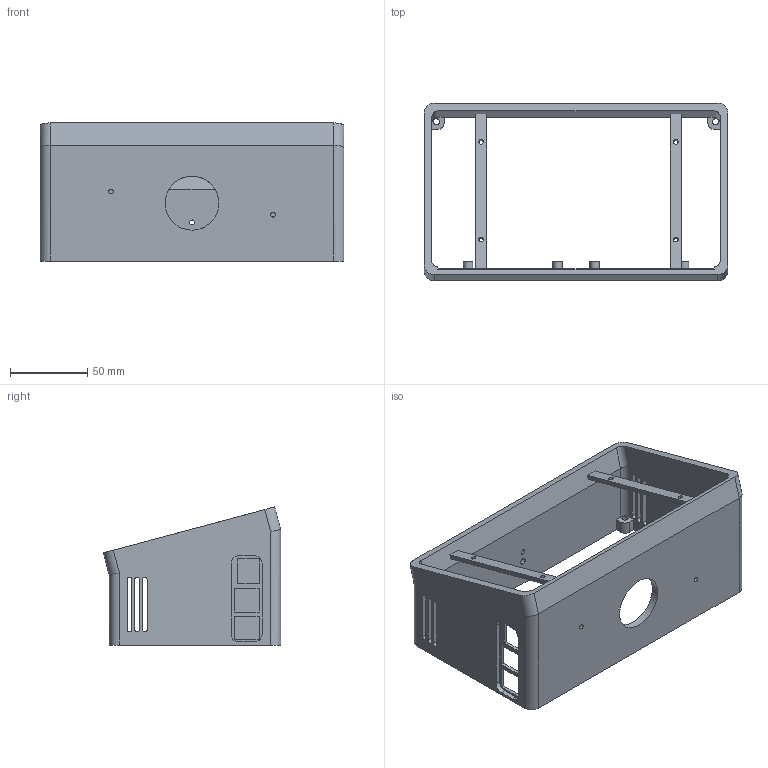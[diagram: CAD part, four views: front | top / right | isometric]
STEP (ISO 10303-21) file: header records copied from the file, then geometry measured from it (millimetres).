
FILE_DESCRIPTION(/* description */ (''),/* implementation_level */ '2;1');
FILE_NAME(/* name */ 'processor_unit.step',/* time_stamp */ '2021-11-13T00:30:54+01:00',/* author */ (''),/* organization */ (''),/* preprocessor_version */ 'ST-DEVELOPER v18.1',/* originating_system */ 'Autodesk Translation Framework v10.10.0.1391',/* authorisation */ '');
FILE_SCHEMA (('AUTOMOTIVE_DESIGN { 1 0 10303 214 3 1 1 }'));
Length unit declared in the file: millimetre
Products named in the file (1): Processor unit
Bounding box: 197 x 114.96 x 89.49 mm (x, y, z)
Volume: 215700.7 mm3; surface area: 99746.7 mm2
Topology: 1 solids, 1 shells, 158 faces, 405 edges, 266 vertices
Faces by surface type: plane 87, cylinder 53, torus 8, bspline 8, cone 2
Full cylindrical faces by diameter (mm): 2.2 x8, 3.1 x6, 3.2 x1, 4 x3, 6 x8, 35 x1
Entity records: 4980 total; most frequent: CARTESIAN_POINT 904, DIRECTION 849, ORIENTED_EDGE 810, EDGE_CURVE 405, AXIS2_PLACEMENT_3D 295, VERTEX_POINT 266, LINE 259, VECTOR 259
